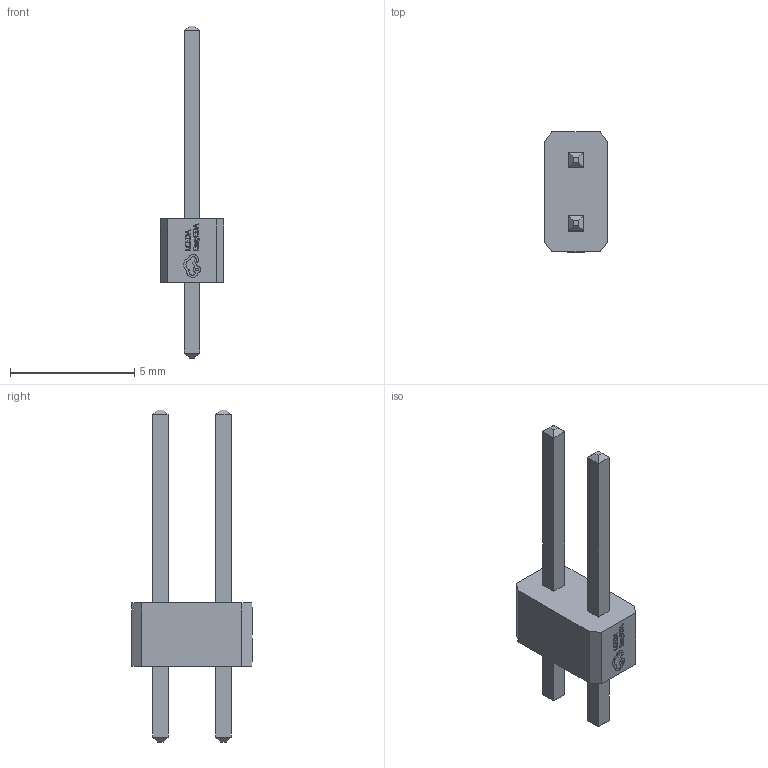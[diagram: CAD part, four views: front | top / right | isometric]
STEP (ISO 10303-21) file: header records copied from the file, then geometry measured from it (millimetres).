
FILE_DESCRIPTION (( 'STEP AP214' ), '1' );
FILE_NAME ('HDR-TH_2P-P2.54-M-LI-2X1P.step', '2022-07-02T12:04:57', ( '' ), ( '' ), 'SwSTEP 2.0', 'SolidWorks 2020', '' );
FILE_SCHEMA (( 'AUTOMOTIVE_DESIGN' ));
Length unit declared in the file: millimetre
Products named in the file (1): HDR-TH_2P-P2.54-M-LI-2X1P
Bounding box: 2.54 x 4.84 x 13.35 mm (x, y, z)
Volume: 38.7 mm3; surface area: 112.8 mm2
Topology: 1 solids, 1 shells, 330 faces, 878 edges, 580 vertices
Faces by surface type: plane 216, bspline 114
Entity records: 14332 total; most frequent: CARTESIAN_POINT 4151, ORIENTED_EDGE 1756, DIRECTION 1080, EDGE_CURVE 878, VECTOR 646, LINE 646, VERTEX_POINT 580, EDGE_LOOP 360
